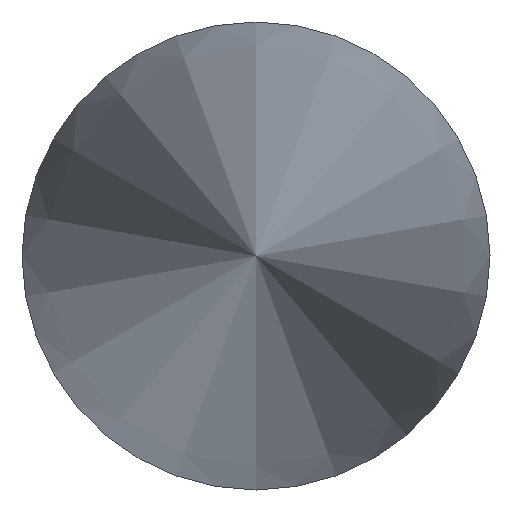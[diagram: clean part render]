
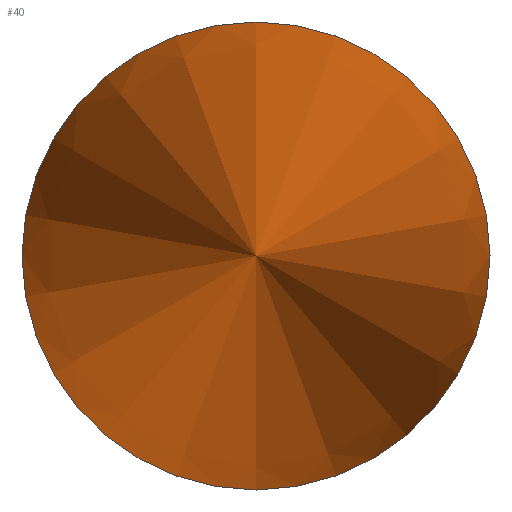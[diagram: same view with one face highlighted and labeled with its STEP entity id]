
A CAD part, front view. The second image highlights one B-rep face of the part: STEP entity #40.
In plain terms, the highlighted conical face has half-angle 6.843 degrees and reference radius 0 mm.
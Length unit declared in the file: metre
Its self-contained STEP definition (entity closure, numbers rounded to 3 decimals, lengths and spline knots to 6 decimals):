
#12=VERTEX_LOOP('',#24);
#14=CONICAL_SURFACE('',#58,0.,0.119);
#18=ORIENTED_EDGE('',*,*,#21,.F.);
#21=EDGE_CURVE('',#23,#23,#27,.T.);
#23=VERTEX_POINT('',#77);
#24=VERTEX_POINT('',#79);
#27=CIRCLE('',#57,0.051);
#30=EDGE_LOOP('',(#18));
#34=FACE_BOUND('',#30,.T.);
#35=FACE_BOUND('',#12,.T.);
#40=ADVANCED_FACE('',(#34,#35),#14,.T.);
#57=AXIS2_PLACEMENT_3D('',#76,#66,#67);
#58=AXIS2_PLACEMENT_3D('',#78,#68,#69);
#66=DIRECTION('',(0.,1.,0.));
#67=DIRECTION('',(0.,0.,1.));
#68=DIRECTION('',(0.,1.,0.));
#69=DIRECTION('',(0.,0.,1.));
#76=CARTESIAN_POINT('',(0.,0.,0.));
#77=CARTESIAN_POINT('',(0.,0.,0.051));
#78=CARTESIAN_POINT('',(0.,-0.425,0.));
#79=CARTESIAN_POINT('',(0.,-0.425,0.));
